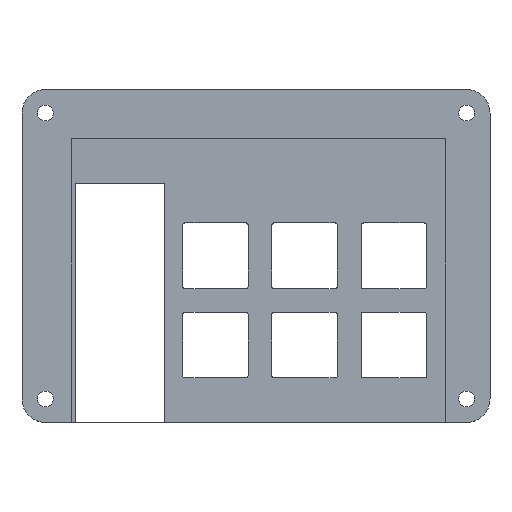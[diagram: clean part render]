
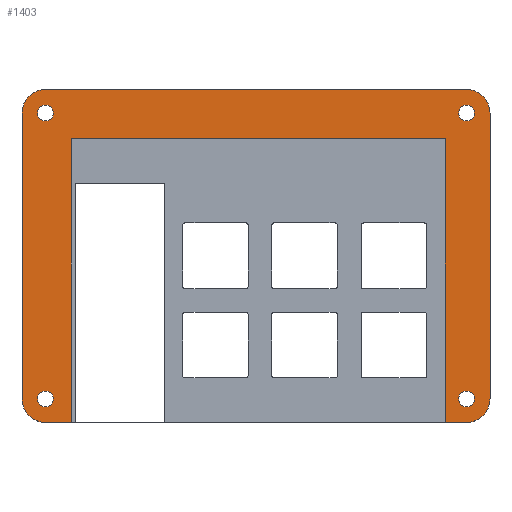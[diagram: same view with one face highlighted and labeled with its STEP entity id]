
A CAD part, top view. The second image highlights one B-rep face of the part: STEP entity #1403.
In plain terms, the highlighted planar face has unit normal (0, 0, 1).
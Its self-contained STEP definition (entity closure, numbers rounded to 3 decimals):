
#26=FACE_BOUND('',#175,.T.);
#27=FACE_BOUND('',#176,.T.);
#28=FACE_BOUND('',#177,.T.);
#29=FACE_BOUND('',#178,.T.);
#30=FACE_BOUND('',#179,.T.);
#43=PLANE('',#1529);
#91=FACE_OUTER_BOUND('',#174,.T.);
#174=EDGE_LOOP('',(#1057,#1058,#1059,#1060,#1061,#1062,#1063,#1064));
#175=EDGE_LOOP('',(#1065));
#176=EDGE_LOOP('',(#1066));
#177=EDGE_LOOP('',(#1067));
#178=EDGE_LOOP('',(#1068));
#179=EDGE_LOOP('',(#1069,#1070,#1071,#1072,#1073,#1074));
#247=LINE('',#2044,#391);
#281=LINE('',#2177,#425);
#285=LINE('',#2188,#429);
#292=LINE('',#2210,#436);
#293=LINE('',#2212,#437);
#294=LINE('',#2215,#438);
#295=LINE('',#2217,#439);
#296=LINE('',#2219,#440);
#297=LINE('',#2221,#441);
#298=LINE('',#2222,#442);
#391=VECTOR('',#1625,10.);
#425=VECTOR('',#1729,10.);
#429=VECTOR('',#1743,10.);
#436=VECTOR('',#1768,10.);
#437=VECTOR('',#1771,10.);
#438=VECTOR('',#1774,10.);
#439=VECTOR('',#1775,10.);
#440=VECTOR('',#1776,10.);
#441=VECTOR('',#1777,10.);
#442=VECTOR('',#1778,10.);
#531=CIRCLE('',#1476,5.);
#564=CIRCLE('',#1512,5.);
#565=CIRCLE('',#1515,5.);
#566=CIRCLE('',#1517,5.);
#567=CIRCLE('',#1520,1.7);
#568=CIRCLE('',#1522,1.7);
#569=CIRCLE('',#1524,1.7);
#570=CIRCLE('',#1526,1.7);
#595=VERTEX_POINT('',#2031);
#596=VERTEX_POINT('',#2032);
#600=VERTEX_POINT('',#2042);
#662=VERTEX_POINT('',#2170);
#663=VERTEX_POINT('',#2171);
#664=VERTEX_POINT('',#2176);
#665=VERTEX_POINT('',#2182);
#666=VERTEX_POINT('',#2183);
#667=VERTEX_POINT('',#2190);
#668=VERTEX_POINT('',#2194);
#669=VERTEX_POINT('',#2198);
#670=VERTEX_POINT('',#2202);
#671=VERTEX_POINT('',#2206);
#672=VERTEX_POINT('',#2208);
#673=VERTEX_POINT('',#2214);
#674=VERTEX_POINT('',#2216);
#675=VERTEX_POINT('',#2218);
#676=VERTEX_POINT('',#2220);
#733=EDGE_CURVE('',#595,#596,#531,.T.);
#739=EDGE_CURVE('',#595,#600,#247,.T.);
#802=EDGE_CURVE('',#662,#663,#564,.T.);
#805=EDGE_CURVE('',#664,#663,#281,.T.);
#807=EDGE_CURVE('',#664,#600,#565,.T.);
#808=EDGE_CURVE('',#665,#666,#566,.T.);
#811=EDGE_CURVE('',#662,#666,#285,.T.);
#812=EDGE_CURVE('',#667,#667,#567,.T.);
#815=EDGE_CURVE('',#668,#668,#568,.T.);
#817=EDGE_CURVE('',#669,#669,#569,.T.);
#818=EDGE_CURVE('',#670,#670,#570,.T.);
#822=EDGE_CURVE('',#671,#672,#292,.T.);
#823=EDGE_CURVE('',#665,#596,#293,.T.);
#824=EDGE_CURVE('',#671,#673,#294,.T.);
#825=EDGE_CURVE('',#674,#672,#295,.T.);
#826=EDGE_CURVE('',#675,#674,#296,.T.);
#827=EDGE_CURVE('',#676,#675,#297,.T.);
#828=EDGE_CURVE('',#673,#676,#298,.T.);
#1057=ORIENTED_EDGE('',*,*,#733,.F.);
#1058=ORIENTED_EDGE('',*,*,#739,.T.);
#1059=ORIENTED_EDGE('',*,*,#807,.F.);
#1060=ORIENTED_EDGE('',*,*,#805,.T.);
#1061=ORIENTED_EDGE('',*,*,#802,.F.);
#1062=ORIENTED_EDGE('',*,*,#811,.T.);
#1063=ORIENTED_EDGE('',*,*,#808,.F.);
#1064=ORIENTED_EDGE('',*,*,#823,.T.);
#1065=ORIENTED_EDGE('',*,*,#812,.T.);
#1066=ORIENTED_EDGE('',*,*,#815,.T.);
#1067=ORIENTED_EDGE('',*,*,#817,.T.);
#1068=ORIENTED_EDGE('',*,*,#818,.T.);
#1069=ORIENTED_EDGE('',*,*,#824,.F.);
#1070=ORIENTED_EDGE('',*,*,#822,.T.);
#1071=ORIENTED_EDGE('',*,*,#825,.F.);
#1072=ORIENTED_EDGE('',*,*,#826,.F.);
#1073=ORIENTED_EDGE('',*,*,#827,.F.);
#1074=ORIENTED_EDGE('',*,*,#828,.F.);
#1403=ADVANCED_FACE('',(#91,#26,#27,#28,#29,#30),#43,.T.);
#1476=AXIS2_PLACEMENT_3D('',#2033,#1615,#1616);
#1512=AXIS2_PLACEMENT_3D('',#2172,#1723,#1724);
#1515=AXIS2_PLACEMENT_3D('',#2180,#1733,#1734);
#1517=AXIS2_PLACEMENT_3D('',#2184,#1737,#1738);
#1520=AXIS2_PLACEMENT_3D('',#2191,#1746,#1747);
#1522=AXIS2_PLACEMENT_3D('',#2196,#1752,#1753);
#1524=AXIS2_PLACEMENT_3D('',#2200,#1757,#1758);
#1526=AXIS2_PLACEMENT_3D('',#2203,#1761,#1762);
#1529=AXIS2_PLACEMENT_3D('',#2213,#1772,#1773);
#1615=DIRECTION('center_axis',(0.,0.,-1.));
#1616=DIRECTION('ref_axis',(-0.707,-0.707,0.));
#1625=DIRECTION('',(1.,0.,0.));
#1723=DIRECTION('center_axis',(0.,0.,-1.));
#1724=DIRECTION('ref_axis',(0.707,0.707,0.));
#1729=DIRECTION('',(0.,1.,0.));
#1733=DIRECTION('center_axis',(0.,0.,-1.));
#1734=DIRECTION('ref_axis',(0.707,-0.707,0.));
#1737=DIRECTION('center_axis',(0.,0.,-1.));
#1738=DIRECTION('ref_axis',(-0.707,0.707,0.));
#1743=DIRECTION('',(-1.,0.,0.));
#1746=DIRECTION('center_axis',(0.,0.,-1.));
#1747=DIRECTION('ref_axis',(1.,0.,0.));
#1752=DIRECTION('center_axis',(0.,0.,-1.));
#1753=DIRECTION('ref_axis',(1.,0.,0.));
#1757=DIRECTION('center_axis',(0.,0.,-1.));
#1758=DIRECTION('ref_axis',(1.,0.,0.));
#1761=DIRECTION('center_axis',(0.,0.,-1.));
#1762=DIRECTION('ref_axis',(1.,0.,0.));
#1768=DIRECTION('',(-1.,0.,0.));
#1771=DIRECTION('',(0.,-1.,0.));
#1772=DIRECTION('center_axis',(0.,0.,1.));
#1773=DIRECTION('ref_axis',(1.,0.,0.));
#1774=DIRECTION('',(1.,0.,0.));
#1775=DIRECTION('',(1.,0.,0.));
#1776=DIRECTION('',(0.,-1.,0.));
#1777=DIRECTION('',(-1.,0.,0.));
#1778=DIRECTION('',(0.,1.,0.));
#2031=CARTESIAN_POINT('',(-26.719,-64.125,1.5));
#2032=CARTESIAN_POINT('',(-31.719,-59.125,1.5));
#2033=CARTESIAN_POINT('Origin',(-26.719,-59.125,1.5));
#2042=CARTESIAN_POINT('',(63.125,-64.125,1.5));
#2044=CARTESIAN_POINT('',(68.125,-64.125,1.5));
#2170=CARTESIAN_POINT('',(63.125,6.881,1.5));
#2171=CARTESIAN_POINT('',(68.125,1.881,1.5));
#2172=CARTESIAN_POINT('Origin',(63.125,1.881,1.5));
#2176=CARTESIAN_POINT('',(68.125,-59.125,1.5));
#2177=CARTESIAN_POINT('',(68.125,6.881,1.5));
#2180=CARTESIAN_POINT('Origin',(63.125,-59.125,1.5));
#2182=CARTESIAN_POINT('',(-31.719,1.881,1.5));
#2183=CARTESIAN_POINT('',(-26.719,6.881,1.5));
#2184=CARTESIAN_POINT('Origin',(-26.719,1.881,1.5));
#2188=CARTESIAN_POINT('',(-31.719,6.881,1.5));
#2190=CARTESIAN_POINT('',(61.425,1.881,1.5));
#2191=CARTESIAN_POINT('Origin',(63.125,1.881,1.5));
#2194=CARTESIAN_POINT('',(61.425,-59.125,1.5));
#2196=CARTESIAN_POINT('Origin',(63.125,-59.125,1.5));
#2198=CARTESIAN_POINT('',(-28.419,-59.125,1.5));
#2200=CARTESIAN_POINT('Origin',(-26.719,-59.125,1.5));
#2202=CARTESIAN_POINT('',(-28.419,1.881,1.5));
#2203=CARTESIAN_POINT('Origin',(-26.719,1.881,1.5));
#2206=CARTESIAN_POINT('',(-1.219,-64.125,1.5));
#2208=CARTESIAN_POINT('',(-20.219,-64.125,1.5));
#2210=CARTESIAN_POINT('',(58.625,-64.125,1.5));
#2212=CARTESIAN_POINT('',(-31.719,-64.125,1.5));
#2213=CARTESIAN_POINT('Origin',(18.203,-28.622,1.5));
#2214=CARTESIAN_POINT('',(58.625,-64.125,1.5));
#2215=CARTESIAN_POINT('',(8.492,-64.125,1.5));
#2216=CARTESIAN_POINT('',(-21.219,-64.125,1.5));
#2217=CARTESIAN_POINT('',(-1.508,-64.125,1.5));
#2218=CARTESIAN_POINT('',(-21.219,-3.594,1.5));
#2219=CARTESIAN_POINT('',(-21.219,-16.108,1.5));
#2220=CARTESIAN_POINT('',(58.625,-3.594,1.5));
#2221=CARTESIAN_POINT('',(38.414,-3.594,1.5));
#2222=CARTESIAN_POINT('',(58.625,-46.374,1.5));
